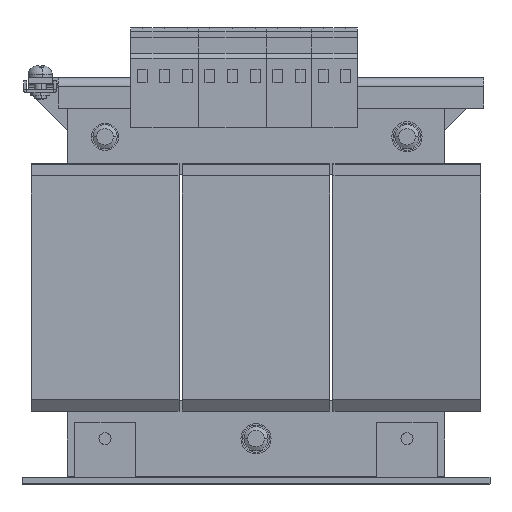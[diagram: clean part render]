
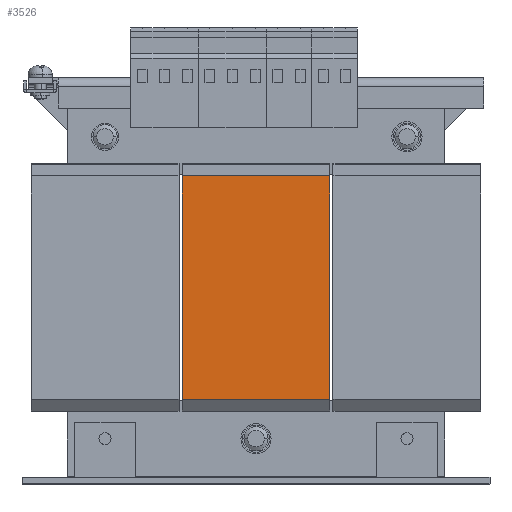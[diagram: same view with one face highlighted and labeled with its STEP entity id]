
A CAD part, top view. The second image highlights one B-rep face of the part: STEP entity #3526.
In plain terms, the highlighted planar face has unit normal (0, 0, 1).
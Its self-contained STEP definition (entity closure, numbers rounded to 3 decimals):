
#378 = PLANE ( 'NONE',  #9015 ) ;
#533 = CARTESIAN_POINT ( 'NONE',  ( 24.5, -37., 29. ) ) ;
#992 = EDGE_CURVE ( 'NONE', #5272, #10438, #13343, .T. ) ;
#1614 = CARTESIAN_POINT ( 'NONE',  ( 24.5, 37., 29. ) ) ;
#1634 = DIRECTION ( 'NONE',  ( 0., 0., -1. ) ) ;
#2764 = DIRECTION ( 'NONE',  ( -1., 0., 0. ) ) ;
#2858 = VECTOR ( 'NONE', #10675, 1000. ) ;
#2907 = EDGE_CURVE ( 'NONE', #5272, #7017, #6670, .T. ) ;
#2977 = VECTOR ( 'NONE', #4287, 1000. ) ;
#3526 = ADVANCED_FACE ( 'NONE', ( #5383 ), #378, .F. ) ;
#4287 = DIRECTION ( 'NONE',  ( 0., -1., 0. ) ) ;
#4959 = CARTESIAN_POINT ( 'NONE',  ( -24.5, 37., 29. ) ) ;
#5063 = ORIENTED_EDGE ( 'NONE', *, *, #11423, .T. ) ;
#5272 = VERTEX_POINT ( 'NONE', #13266 ) ;
#5383 = FACE_OUTER_BOUND ( 'NONE', #8925, .T. ) ;
#5805 = ORIENTED_EDGE ( 'NONE', *, *, #12756, .F. ) ;
#6209 = CARTESIAN_POINT ( 'NONE',  ( 24.5, -37., 29. ) ) ;
#6389 = VERTEX_POINT ( 'NONE', #7459 ) ;
#6670 = LINE ( 'NONE', #11819, #12388 ) ;
#7017 = VERTEX_POINT ( 'NONE', #533 ) ;
#7270 = VECTOR ( 'NONE', #2764, 1000. ) ;
#7345 = DIRECTION ( 'NONE',  ( -1., 0., 0. ) ) ;
#7459 = CARTESIAN_POINT ( 'NONE',  ( -24.5, -37., 29. ) ) ;
#8398 = ORIENTED_EDGE ( 'NONE', *, *, #2907, .F. ) ;
#8925 = EDGE_LOOP ( 'NONE', ( #5063, #5805, #8398, #12744 ) ) ;
#9015 = AXIS2_PLACEMENT_3D ( 'NONE', #12886, #1634, #7345 ) ;
#10438 = VERTEX_POINT ( 'NONE', #4959 ) ;
#10675 = DIRECTION ( 'NONE',  ( -1., 0., 0. ) ) ;
#11032 = CARTESIAN_POINT ( 'NONE',  ( -24.5, -37., 29. ) ) ;
#11033 = LINE ( 'NONE', #11032, #2977 ) ;
#11298 = LINE ( 'NONE', #6209, #2858 ) ;
#11423 = EDGE_CURVE ( 'NONE', #10438, #6389, #11033, .T. ) ;
#11819 = CARTESIAN_POINT ( 'NONE',  ( 24.5, -37., 29. ) ) ;
#12388 = VECTOR ( 'NONE', #12951, 1000. ) ;
#12744 = ORIENTED_EDGE ( 'NONE', *, *, #992, .T. ) ;
#12756 = EDGE_CURVE ( 'NONE', #7017, #6389, #11298, .T. ) ;
#12886 = CARTESIAN_POINT ( 'NONE',  ( 24.5, -37., 29. ) ) ;
#12951 = DIRECTION ( 'NONE',  ( 0., -1., 0. ) ) ;
#13266 = CARTESIAN_POINT ( 'NONE',  ( 24.5, 37., 29. ) ) ;
#13343 = LINE ( 'NONE', #1614, #7270 ) ;
